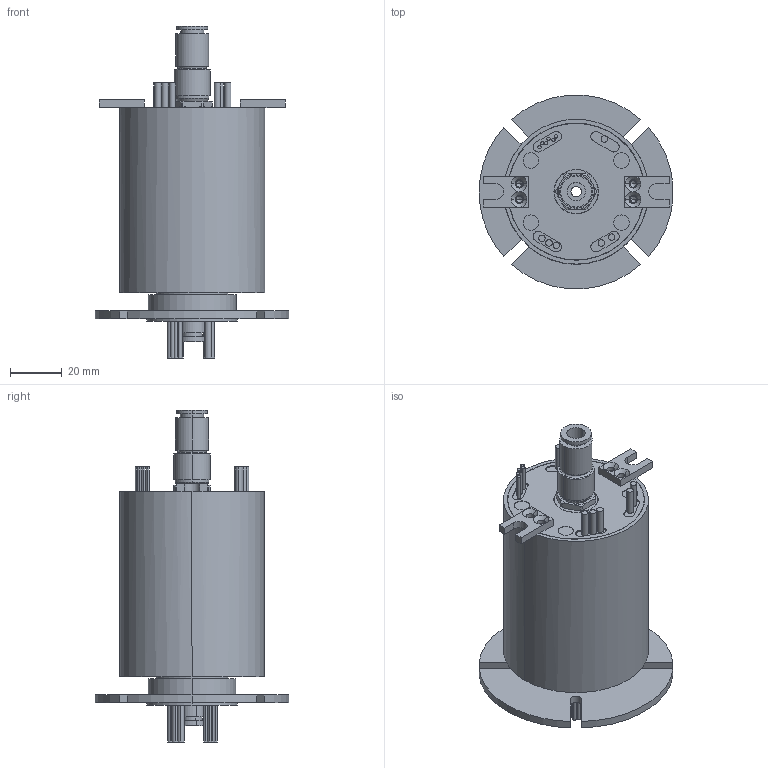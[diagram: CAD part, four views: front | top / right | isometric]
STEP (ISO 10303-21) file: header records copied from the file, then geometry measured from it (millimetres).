
FILE_DESCRIPTION (( 'STEP AP203' ), '1' );
FILE_NAME ('1.STEP', '2021-02-03T06:38:53', ( '微软用户' ), ( '微软中国' ), 'SwSTEP 2.0', 'SolidWorks 2014', '' );
FILE_SCHEMA (( 'CONFIG_CONTROL_DESIGN' ));
Length unit declared in the file: millimetre
Products named in the file (4): 1; KQ2S06-01S; KSH06-01S
Assembly tree (3 placements, depth 2):
  1
    1
    KQ2S06-01S
    KSH06-01S
Bounding box: 74.88 x 74.75 x 128.3 mm (x, y, z)
Volume: 197166.7 mm3; surface area: 37988.6 mm2
Topology: 3 solids, 3 shells, 352 faces, 813 edges, 521 vertices
Faces by surface type: cylinder 180, plane 132, cone 36, torus 4
Entity records: 10520 total; most frequent: DIRECTION 1898, CARTESIAN_POINT 1798, ORIENTED_EDGE 1610, EDGE_CURVE 805, AXIS2_PLACEMENT_3D 773, VERTEX_POINT 521, EDGE_LOOP 424, CIRCLE 415
